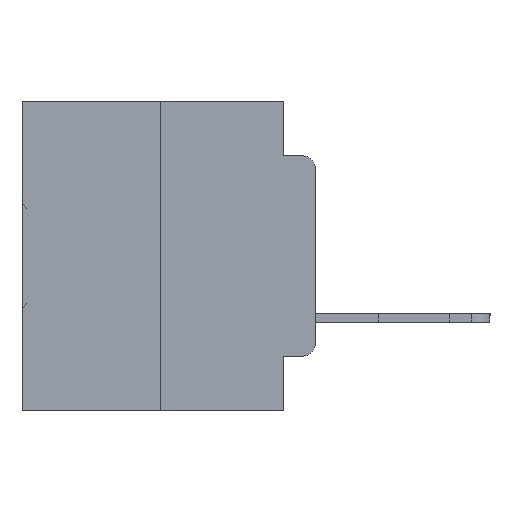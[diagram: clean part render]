
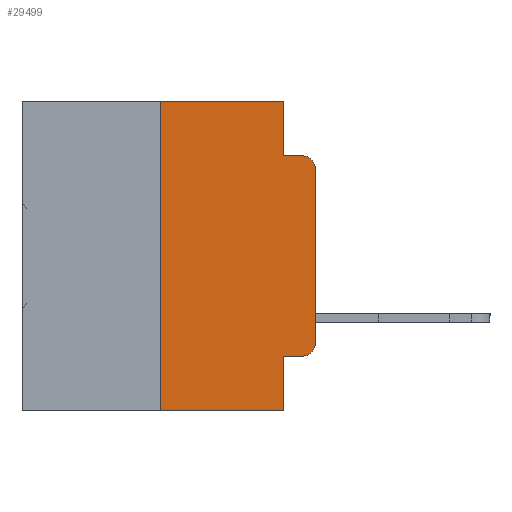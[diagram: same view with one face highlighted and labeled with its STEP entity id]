
A CAD part, left-side view. The second image highlights one B-rep face of the part: STEP entity #29499.
In plain terms, the highlighted planar face has unit normal (-1, 0, 0).
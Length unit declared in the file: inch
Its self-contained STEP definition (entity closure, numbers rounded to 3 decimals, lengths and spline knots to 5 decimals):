
#132 = LINE ( 'NONE', #19453, #13344 ) ;
#285 = CARTESIAN_POINT ( 'NONE',  ( 0., 0.051, 0. ) ) ;
#792 = VERTEX_POINT ( 'NONE', #24780 ) ;
#1497 = VERTEX_POINT ( 'NONE', #20456 ) ;
#1820 = VERTEX_POINT ( 'NONE', #24683 ) ;
#2779 = ORIENTED_EDGE ( 'NONE', *, *, #23877, .T. ) ;
#2960 = EDGE_CURVE ( 'NONE', #10202, #1820, #32686, .T. ) ;
#3218 = EDGE_CURVE ( 'NONE', #33108, #30589, #33071, .T. ) ;
#3644 = PLANE ( 'NONE',  #18691 ) ;
#3821 = AXIS2_PLACEMENT_3D ( 'NONE', #21808, #6254, #24338 ) ;
#4062 = ORIENTED_EDGE ( 'NONE', *, *, #24310, .T. ) ;
#4766 = EDGE_CURVE ( 'NONE', #17853, #10202, #14965, .T. ) ;
#5306 = ORIENTED_EDGE ( 'NONE', *, *, #20483, .T. ) ;
#5475 = VECTOR ( 'NONE', #31310, 39.37008 ) ;
#5740 = VECTOR ( 'NONE', #28899, 39.37008 ) ;
#6254 = DIRECTION ( 'NONE',  ( -1., 0., 0. ) ) ;
#6331 = CARTESIAN_POINT ( 'NONE',  ( 0., 0.473, 0. ) ) ;
#6956 = ORIENTED_EDGE ( 'NONE', *, *, #18765, .F. ) ;
#7368 = ORIENTED_EDGE ( 'NONE', *, *, #8273, .F. ) ;
#7765 = CARTESIAN_POINT ( 'NONE',  ( 0., 0.02, -0.0885 ) ) ;
#8019 = VECTOR ( 'NONE', #28595, 39.37008 ) ;
#8273 = EDGE_CURVE ( 'NONE', #17853, #1497, #14348, .T. ) ;
#8331 = CARTESIAN_POINT ( 'NONE',  ( 0., 0.051, -0.4115 ) ) ;
#8722 = EDGE_LOOP ( 'NONE', ( #2779, #5306, #6956, #13875, #20782, #14716, #4062, #7368, #15952, #29511 ) ) ;
#8949 = DIRECTION ( 'NONE',  ( 0., 0., -1. ) ) ;
#10038 = EDGE_CURVE ( 'NONE', #26463, #33108, #20139, .T. ) ;
#10084 = DIRECTION ( 'NONE',  ( 0., 0., -1. ) ) ;
#10202 = VERTEX_POINT ( 'NONE', #19217 ) ;
#11580 = DIRECTION ( 'NONE',  ( 0., 0., -1. ) ) ;
#13344 = VECTOR ( 'NONE', #22015, 39.37008 ) ;
#13875 = ORIENTED_EDGE ( 'NONE', *, *, #15277, .F. ) ;
#14348 = LINE ( 'NONE', #25520, #28757 ) ;
#14716 = ORIENTED_EDGE ( 'NONE', *, *, #10038, .F. ) ;
#14965 = LINE ( 'NONE', #8331, #8019 ) ;
#15238 = LINE ( 'NONE', #27017, #21312 ) ;
#15277 = EDGE_CURVE ( 'NONE', #30589, #25505, #15238, .T. ) ;
#15318 = AXIS2_PLACEMENT_3D ( 'NONE', #32317, #33343, #20209 ) ;
#15727 = CARTESIAN_POINT ( 'NONE',  ( 0., 0.25, 0. ) ) ;
#15952 = ORIENTED_EDGE ( 'NONE', *, *, #4766, .T. ) ;
#16055 = DIRECTION ( 'NONE',  ( 0., 0., 1. ) ) ;
#17853 = VERTEX_POINT ( 'NONE', #24583 ) ;
#18536 = FACE_OUTER_BOUND ( 'NONE', #8722, .T. ) ;
#18629 = LINE ( 'NONE', #31327, #20247 ) ;
#18691 = AXIS2_PLACEMENT_3D ( 'NONE', #6331, #24413, #8949 ) ;
#18765 = EDGE_CURVE ( 'NONE', #25505, #21440, #132, .T. ) ;
#19073 = VECTOR ( 'NONE', #24941, 39.37008 ) ;
#19217 = CARTESIAN_POINT ( 'NONE',  ( 0., 0.02, -0.4115 ) ) ;
#19453 = CARTESIAN_POINT ( 'NONE',  ( 0., 0.051, -0.0885 ) ) ;
#19863 = CARTESIAN_POINT ( 'NONE',  ( 0., 0.051, -0.0885 ) ) ;
#20139 = LINE ( 'NONE', #23772, #5475 ) ;
#20209 = DIRECTION ( 'NONE',  ( 0., 0., -1. ) ) ;
#20247 = VECTOR ( 'NONE', #16055, 39.37008 ) ;
#20456 = CARTESIAN_POINT ( 'NONE',  ( 0., 0.051, -0.5 ) ) ;
#20483 = EDGE_CURVE ( 'NONE', #792, #21440, #33262, .T. ) ;
#20782 = ORIENTED_EDGE ( 'NONE', *, *, #3218, .F. ) ;
#21312 = VECTOR ( 'NONE', #11580, 39.37008 ) ;
#21440 = VERTEX_POINT ( 'NONE', #7765 ) ;
#21808 = CARTESIAN_POINT ( 'NONE',  ( 0., 0.02, -0.1085 ) ) ;
#22015 = DIRECTION ( 'NONE',  ( 0., -1., 0. ) ) ;
#23772 = CARTESIAN_POINT ( 'NONE',  ( 0., 0.25, 0. ) ) ;
#23877 = EDGE_CURVE ( 'NONE', #1820, #792, #18629, .T. ) ;
#24029 = CARTESIAN_POINT ( 'NONE',  ( 0., 0.25, -0.5 ) ) ;
#24310 = EDGE_CURVE ( 'NONE', #26463, #1497, #25823, .T. ) ;
#24338 = DIRECTION ( 'NONE',  ( 0., 0., -1. ) ) ;
#24413 = DIRECTION ( 'NONE',  ( 1., 0., 0. ) ) ;
#24583 = CARTESIAN_POINT ( 'NONE',  ( 0., 0.051, -0.4115 ) ) ;
#24683 = CARTESIAN_POINT ( 'NONE',  ( 0., 0., -0.3915 ) ) ;
#24780 = CARTESIAN_POINT ( 'NONE',  ( 0., 0., -0.1085 ) ) ;
#24941 = DIRECTION ( 'NONE',  ( 0., -1., 0. ) ) ;
#25505 = VERTEX_POINT ( 'NONE', #19863 ) ;
#25520 = CARTESIAN_POINT ( 'NONE',  ( 0., 0.051, 0. ) ) ;
#25823 = LINE ( 'NONE', #30032, #19073 ) ;
#26463 = VERTEX_POINT ( 'NONE', #24029 ) ;
#27017 = CARTESIAN_POINT ( 'NONE',  ( 0., 0.051, 0. ) ) ;
#28595 = DIRECTION ( 'NONE',  ( 0., -1., 0. ) ) ;
#28757 = VECTOR ( 'NONE', #10084, 39.37008 ) ;
#28899 = DIRECTION ( 'NONE',  ( 0., -1., 0. ) ) ;
#29499 = ADVANCED_FACE ( 'NONE', ( #18536 ), #3644, .F. ) ;
#29511 = ORIENTED_EDGE ( 'NONE', *, *, #2960, .T. ) ;
#30032 = CARTESIAN_POINT ( 'NONE',  ( 0., 0.473, -0.5 ) ) ;
#30589 = VERTEX_POINT ( 'NONE', #285 ) ;
#31310 = DIRECTION ( 'NONE',  ( 0., 0., 1. ) ) ;
#31327 = CARTESIAN_POINT ( 'NONE',  ( 0., 0., 0. ) ) ;
#31914 = CARTESIAN_POINT ( 'NONE',  ( 0., 0.473, 0. ) ) ;
#32317 = CARTESIAN_POINT ( 'NONE',  ( 0., 0.02, -0.3915 ) ) ;
#32686 = CIRCLE ( 'NONE', #15318, 0.02 ) ;
#33071 = LINE ( 'NONE', #31914, #5740 ) ;
#33108 = VERTEX_POINT ( 'NONE', #15727 ) ;
#33262 = CIRCLE ( 'NONE', #3821, 0.02 ) ;
#33343 = DIRECTION ( 'NONE',  ( -1., 0., 0. ) ) ;
